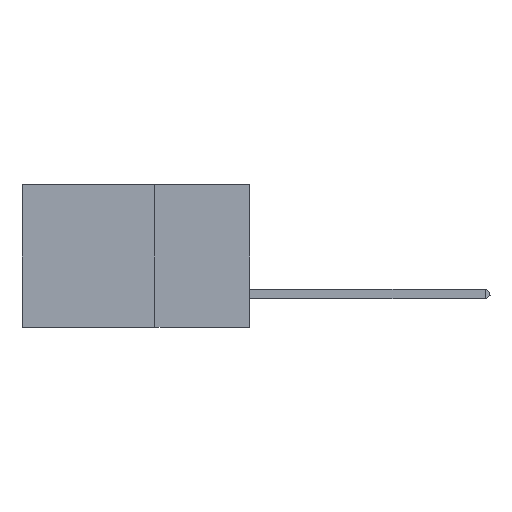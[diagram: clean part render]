
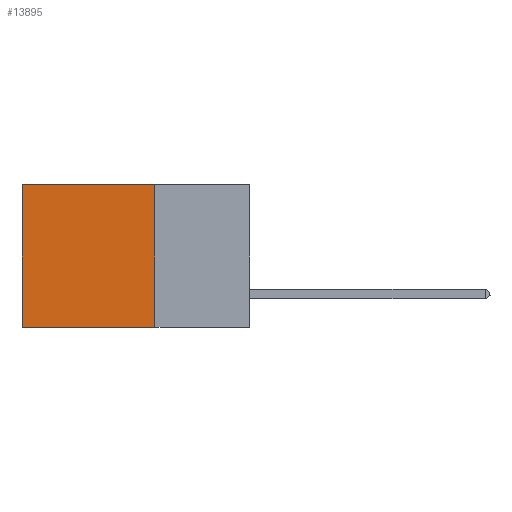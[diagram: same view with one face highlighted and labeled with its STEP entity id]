
A CAD part, left-side view. The second image highlights one B-rep face of the part: STEP entity #13895.
In plain terms, the highlighted planar face has unit normal (-1, 0, 0).
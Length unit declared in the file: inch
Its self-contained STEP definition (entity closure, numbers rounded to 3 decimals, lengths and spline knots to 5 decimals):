
#153 = CARTESIAN_POINT ( 'NONE',  ( 0.2875, 0.6, -0.375 ) ) ;
#270 = ORIENTED_EDGE ( 'NONE', *, *, #11480, .F. ) ;
#1915 = DIRECTION ( 'NONE',  ( 1., 0., 0. ) ) ;
#3889 = CARTESIAN_POINT ( 'NONE',  ( 0.2875, 0.25, -0.375 ) ) ;
#4700 = VECTOR ( 'NONE', #13835, 39.37008 ) ;
#4949 = DIRECTION ( 'NONE',  ( 0., 0., -1. ) ) ;
#5078 = LINE ( 'NONE', #8147, #4700 ) ;
#5180 = CARTESIAN_POINT ( 'NONE',  ( 0.2875, 0.6, -0.375 ) ) ;
#5501 = VECTOR ( 'NONE', #13519, 39.37008 ) ;
#5534 = VECTOR ( 'NONE', #4949, 39.37008 ) ;
#5815 = FACE_OUTER_BOUND ( 'NONE', #14245, .T. ) ;
#6419 = VERTEX_POINT ( 'NONE', #5180 ) ;
#6608 = CARTESIAN_POINT ( 'NONE',  ( 0.2875, 0.25, -0.375 ) ) ;
#6617 = ORIENTED_EDGE ( 'NONE', *, *, #12929, .F. ) ;
#7314 = LINE ( 'NONE', #3889, #7492 ) ;
#7492 = VECTOR ( 'NONE', #14511, 39.37008 ) ;
#7744 = CARTESIAN_POINT ( 'NONE',  ( 0.2875, 0.6, 0. ) ) ;
#8147 = CARTESIAN_POINT ( 'NONE',  ( 0.2875, 0.25, 0. ) ) ;
#8913 = VERTEX_POINT ( 'NONE', #7744 ) ;
#9849 = CARTESIAN_POINT ( 'NONE',  ( 0.2875, 0.25, 0. ) ) ;
#10078 = CARTESIAN_POINT ( 'NONE',  ( 0.2875, 0.25, -0.375 ) ) ;
#10088 = PLANE ( 'NONE',  #11703 ) ;
#11080 = EDGE_CURVE ( 'NONE', #8913, #6419, #13549, .T. ) ;
#11312 = ORIENTED_EDGE ( 'NONE', *, *, #11080, .T. ) ;
#11336 = CARTESIAN_POINT ( 'NONE',  ( 0.2875, 0.25, -0.375 ) ) ;
#11480 = EDGE_CURVE ( 'NONE', #11700, #6419, #13340, .T. ) ;
#11700 = VERTEX_POINT ( 'NONE', #11336 ) ;
#11703 = AXIS2_PLACEMENT_3D ( 'NONE', #6608, #1915, #14847 ) ;
#12421 = ORIENTED_EDGE ( 'NONE', *, *, #13932, .T. ) ;
#12929 = EDGE_CURVE ( 'NONE', #13699, #11700, #7314, .T. ) ;
#13340 = LINE ( 'NONE', #10078, #5501 ) ;
#13519 = DIRECTION ( 'NONE',  ( 0., 1., 0. ) ) ;
#13549 = LINE ( 'NONE', #153, #5534 ) ;
#13699 = VERTEX_POINT ( 'NONE', #9849 ) ;
#13835 = DIRECTION ( 'NONE',  ( 0., 1., 0. ) ) ;
#13895 = ADVANCED_FACE ( 'NONE', ( #5815 ), #10088, .F. ) ;
#13932 = EDGE_CURVE ( 'NONE', #13699, #8913, #5078, .T. ) ;
#14245 = EDGE_LOOP ( 'NONE', ( #11312, #270, #6617, #12421 ) ) ;
#14511 = DIRECTION ( 'NONE',  ( 0., 0., -1. ) ) ;
#14847 = DIRECTION ( 'NONE',  ( 0., 0., -1. ) ) ;
